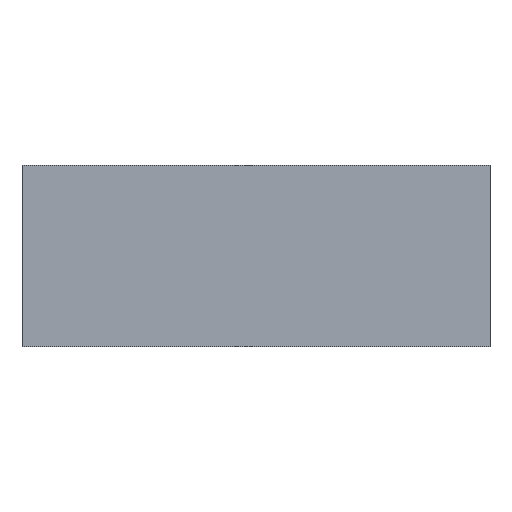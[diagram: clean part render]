
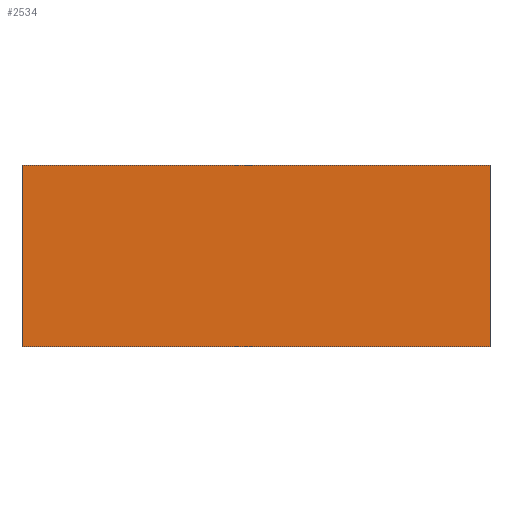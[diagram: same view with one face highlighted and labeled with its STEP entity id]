
A CAD part, front view. The second image highlights one B-rep face of the part: STEP entity #2534.
In plain terms, the highlighted planar face has unit normal (0, -1, 0).
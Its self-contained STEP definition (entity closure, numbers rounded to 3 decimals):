
#387 = AXIS2_PLACEMENT_3D ( 'NONE', #1448, #4436, #7406 ) ;
#588 = ORIENTED_EDGE ( 'NONE', *, *, #7147, .T. ) ;
#748 = VECTOR ( 'NONE', #2185, 1000. ) ;
#1183 = VECTOR ( 'NONE', #2992, 1000. ) ;
#1448 = CARTESIAN_POINT ( 'NONE',  ( 0., 0., 0. ) ) ;
#1499 = VERTEX_POINT ( 'NONE', #1696 ) ;
#1545 = PLANE ( 'NONE',  #387 ) ;
#1696 = CARTESIAN_POINT ( 'NONE',  ( 116., 0., -45. ) ) ;
#2185 = DIRECTION ( 'NONE',  ( 0., 0., -1. ) ) ;
#2404 = EDGE_LOOP ( 'NONE', ( #7188, #5324, #8481, #588 ) ) ;
#2518 = VERTEX_POINT ( 'NONE', #5166 ) ;
#2534 = ADVANCED_FACE ( 'NONE', ( #8140 ), #1545, .F. ) ;
#2642 = CARTESIAN_POINT ( 'NONE',  ( 116., 0., 0. ) ) ;
#2862 = CARTESIAN_POINT ( 'NONE',  ( 0., 0., -45. ) ) ;
#2992 = DIRECTION ( 'NONE',  ( 1., 0., 0. ) ) ;
#3034 = EDGE_CURVE ( 'NONE', #2518, #4998, #7391, .T. ) ;
#3564 = VECTOR ( 'NONE', #5644, 1000. ) ;
#3804 = LINE ( 'NONE', #8814, #748 ) ;
#3919 = CARTESIAN_POINT ( 'NONE',  ( 0., 0., -45. ) ) ;
#4283 = LINE ( 'NONE', #2862, #6845 ) ;
#4436 = DIRECTION ( 'NONE',  ( 0., 1., 0. ) ) ;
#4998 = VERTEX_POINT ( 'NONE', #8943 ) ;
#5166 = CARTESIAN_POINT ( 'NONE',  ( 0., 0., 0. ) ) ;
#5198 = VERTEX_POINT ( 'NONE', #3919 ) ;
#5324 = ORIENTED_EDGE ( 'NONE', *, *, #9170, .F. ) ;
#5644 = DIRECTION ( 'NONE',  ( 0., 0., -1. ) ) ;
#5806 = DIRECTION ( 'NONE',  ( 1., 0., 0. ) ) ;
#6845 = VECTOR ( 'NONE', #5806, 1000. ) ;
#7147 = EDGE_CURVE ( 'NONE', #2518, #5198, #3804, .T. ) ;
#7188 = ORIENTED_EDGE ( 'NONE', *, *, #8401, .T. ) ;
#7391 = LINE ( 'NONE', #9586, #1183 ) ;
#7406 = DIRECTION ( 'NONE',  ( 0., 0., 1. ) ) ;
#8140 = FACE_OUTER_BOUND ( 'NONE', #2404, .T. ) ;
#8401 = EDGE_CURVE ( 'NONE', #5198, #1499, #4283, .T. ) ;
#8481 = ORIENTED_EDGE ( 'NONE', *, *, #3034, .F. ) ;
#8814 = CARTESIAN_POINT ( 'NONE',  ( 0., 0., 0. ) ) ;
#8943 = CARTESIAN_POINT ( 'NONE',  ( 116., 0., 0. ) ) ;
#9170 = EDGE_CURVE ( 'NONE', #4998, #1499, #9336, .T. ) ;
#9336 = LINE ( 'NONE', #2642, #3564 ) ;
#9586 = CARTESIAN_POINT ( 'NONE',  ( 0., 0., 0. ) ) ;
